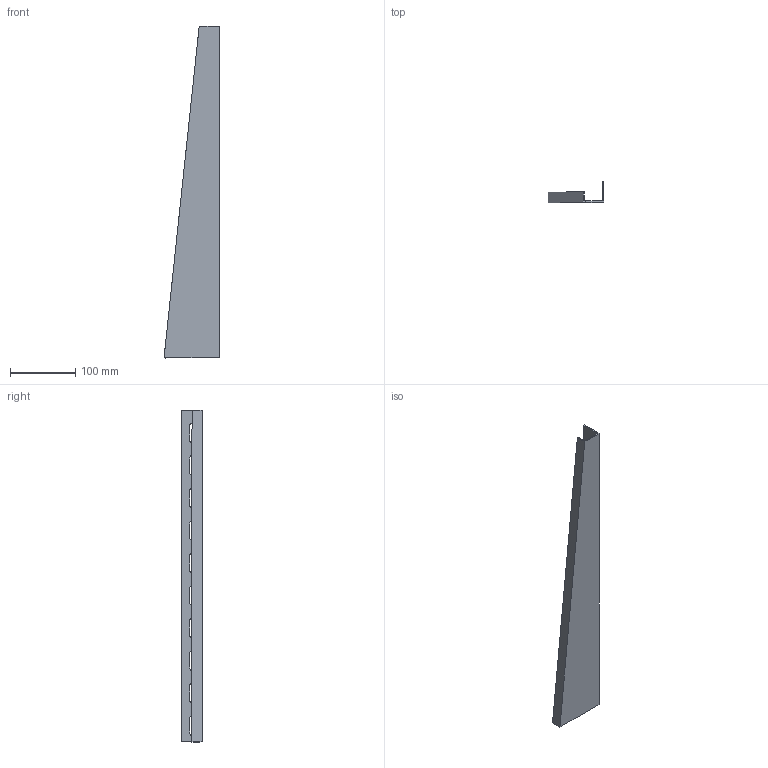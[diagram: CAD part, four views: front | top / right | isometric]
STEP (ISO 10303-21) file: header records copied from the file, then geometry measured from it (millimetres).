
FILE_DESCRIPTION(/* description */ (''),/* implementation_level */ '2;1');
FILE_NAME(/* name */ 'KS500.ipt.stp',/* time_stamp */ '2023-05-17T17:02:22+03:00',/* author */ ('Ртищев А.О.'),/* organization */ (''),/* preprocessor_version */ 'ST-DEVELOPER v19.2',/* originating_system */ 'Autodesk Inventor 2023',/* authorisation */ '');
FILE_SCHEMA (('AUTOMOTIVE_DESIGN { 1 0 10303 214 3 1 1 }'));
Length unit declared in the file: millimetre
Products named in the file (1): Консоль сварная 
500мм
Bounding box: 86 x 32 x 510.42 mm (x, y, z)
Volume: 101152.9 mm3; surface area: 104967.3 mm2
Topology: 1 solids, 1 shells, 58 faces, 170 edges, 114 vertices
Faces by surface type: plane 36, cylinder 20, bspline 2
Entity records: 2168 total; most frequent: CARTESIAN_POINT 453, ORIENTED_EDGE 340, DIRECTION 316, EDGE_CURVE 170, LINE 122, VECTOR 122, VERTEX_POINT 114, AXIS2_PLACEMENT_3D 97
